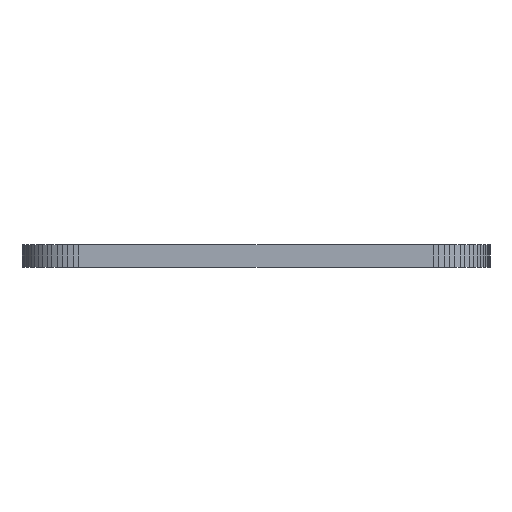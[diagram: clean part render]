
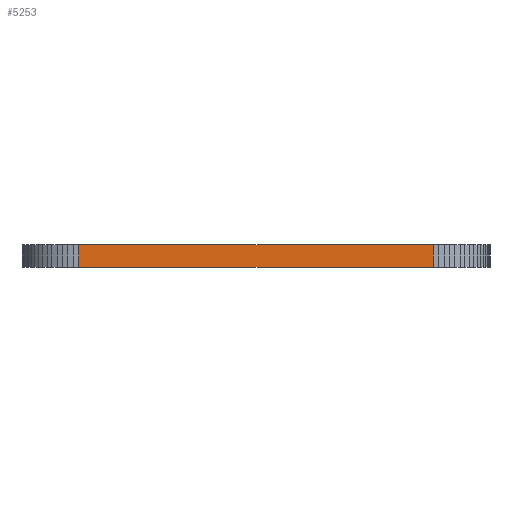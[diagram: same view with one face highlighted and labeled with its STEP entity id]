
A CAD part, left-side view. The second image highlights one B-rep face of the part: STEP entity #5253.
In plain terms, the highlighted planar face has unit normal (-1, 0, 0).
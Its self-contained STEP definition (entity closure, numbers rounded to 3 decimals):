
#90 = PLANE('',#91);
#91 = AXIS2_PLACEMENT_3D('',#92,#93,#94);
#92 = CARTESIAN_POINT('',(90.805,-79.248,1.6));
#93 = DIRECTION('',(-0.,-0.,-1.));
#94 = DIRECTION('',(-1.,0.,0.));
#144 = PLANE('',#145);
#145 = AXIS2_PLACEMENT_3D('',#146,#147,#148);
#146 = CARTESIAN_POINT('',(90.805,-79.248,0.));
#147 = DIRECTION('',(-0.,-0.,-1.));
#148 = DIRECTION('',(-1.,0.,0.));
#1597 = VERTEX_POINT('',#1598);
#1598 = CARTESIAN_POINT('',(74.041,-91.948,0.));
#1612 = PLANE('',#1613);
#1613 = AXIS2_PLACEMENT_3D('',#1614,#1615,#1616);
#1614 = CARTESIAN_POINT('',(74.061,-92.346,0.));
#1615 = DIRECTION('',(-0.999,-0.049,0.));
#1616 = DIRECTION('',(-0.049,0.999,0.));
#1624 = EDGE_CURVE('',#1597,#1625,#1627,.T.);
#1625 = VERTEX_POINT('',#1626);
#1626 = CARTESIAN_POINT('',(74.041,-66.548,0.));
#1627 = SURFACE_CURVE('',#1628,(#1632,#1639),.PCURVE_S1.);
#1628 = LINE('',#1629,#1630);
#1629 = CARTESIAN_POINT('',(74.041,-91.948,0.));
#1630 = VECTOR('',#1631,1.);
#1631 = DIRECTION('',(0.,1.,0.));
#1632 = PCURVE('',#144,#1633);
#1633 = DEFINITIONAL_REPRESENTATION('',(#1634),#1638);
#1634 = LINE('',#1635,#1636);
#1635 = CARTESIAN_POINT('',(16.764,-12.7));
#1636 = VECTOR('',#1637,1.);
#1637 = DIRECTION('',(0.,1.));
#1638 = ( GEOMETRIC_REPRESENTATION_CONTEXT(2) 
PARAMETRIC_REPRESENTATION_CONTEXT() REPRESENTATION_CONTEXT('2D SPACE',''
  ) );
#1639 = PCURVE('',#1640,#1645);
#1640 = PLANE('',#1641);
#1641 = AXIS2_PLACEMENT_3D('',#1642,#1643,#1644);
#1642 = CARTESIAN_POINT('',(74.041,-91.948,0.));
#1643 = DIRECTION('',(-1.,0.,0.));
#1644 = DIRECTION('',(0.,1.,0.));
#1645 = DEFINITIONAL_REPRESENTATION('',(#1646),#1650);
#1646 = LINE('',#1647,#1648);
#1647 = CARTESIAN_POINT('',(0.,0.));
#1648 = VECTOR('',#1649,1.);
#1649 = DIRECTION('',(1.,0.));
#1650 = ( GEOMETRIC_REPRESENTATION_CONTEXT(2) 
PARAMETRIC_REPRESENTATION_CONTEXT() REPRESENTATION_CONTEXT('2D SPACE',''
  ) );
#1668 = PLANE('',#1669);
#1669 = AXIS2_PLACEMENT_3D('',#1670,#1671,#1672);
#1670 = CARTESIAN_POINT('',(74.041,-66.548,0.));
#1671 = DIRECTION('',(-0.999,0.049,0.));
#1672 = DIRECTION('',(0.049,0.999,0.));
#3571 = VERTEX_POINT('',#3572);
#3572 = CARTESIAN_POINT('',(74.041,-91.948,1.6));
#3593 = EDGE_CURVE('',#3571,#3594,#3596,.T.);
#3594 = VERTEX_POINT('',#3595);
#3595 = CARTESIAN_POINT('',(74.041,-66.548,1.6));
#3596 = SURFACE_CURVE('',#3597,(#3601,#3608),.PCURVE_S1.);
#3597 = LINE('',#3598,#3599);
#3598 = CARTESIAN_POINT('',(74.041,-91.948,1.6));
#3599 = VECTOR('',#3600,1.);
#3600 = DIRECTION('',(0.,1.,0.));
#3601 = PCURVE('',#90,#3602);
#3602 = DEFINITIONAL_REPRESENTATION('',(#3603),#3607);
#3603 = LINE('',#3604,#3605);
#3604 = CARTESIAN_POINT('',(16.764,-12.7));
#3605 = VECTOR('',#3606,1.);
#3606 = DIRECTION('',(0.,1.));
#3607 = ( GEOMETRIC_REPRESENTATION_CONTEXT(2) 
PARAMETRIC_REPRESENTATION_CONTEXT() REPRESENTATION_CONTEXT('2D SPACE',''
  ) );
#3608 = PCURVE('',#1640,#3609);
#3609 = DEFINITIONAL_REPRESENTATION('',(#3610),#3614);
#3610 = LINE('',#3611,#3612);
#3611 = CARTESIAN_POINT('',(0.,-1.6));
#3612 = VECTOR('',#3613,1.);
#3613 = DIRECTION('',(1.,0.));
#3614 = ( GEOMETRIC_REPRESENTATION_CONTEXT(2) 
PARAMETRIC_REPRESENTATION_CONTEXT() REPRESENTATION_CONTEXT('2D SPACE',''
  ) );
#5203 = EDGE_CURVE('',#1625,#3594,#5204,.T.);
#5204 = SURFACE_CURVE('',#5205,(#5209,#5216),.PCURVE_S1.);
#5205 = LINE('',#5206,#5207);
#5206 = CARTESIAN_POINT('',(74.041,-66.548,0.));
#5207 = VECTOR('',#5208,1.);
#5208 = DIRECTION('',(0.,0.,1.));
#5209 = PCURVE('',#1668,#5210);
#5210 = DEFINITIONAL_REPRESENTATION('',(#5211),#5215);
#5211 = LINE('',#5212,#5213);
#5212 = CARTESIAN_POINT('',(0.,0.));
#5213 = VECTOR('',#5214,1.);
#5214 = DIRECTION('',(0.,-1.));
#5215 = ( GEOMETRIC_REPRESENTATION_CONTEXT(2) 
PARAMETRIC_REPRESENTATION_CONTEXT() REPRESENTATION_CONTEXT('2D SPACE',''
  ) );
#5216 = PCURVE('',#1640,#5217);
#5217 = DEFINITIONAL_REPRESENTATION('',(#5218),#5222);
#5218 = LINE('',#5219,#5220);
#5219 = CARTESIAN_POINT('',(25.4,0.));
#5220 = VECTOR('',#5221,1.);
#5221 = DIRECTION('',(0.,-1.));
#5222 = ( GEOMETRIC_REPRESENTATION_CONTEXT(2) 
PARAMETRIC_REPRESENTATION_CONTEXT() REPRESENTATION_CONTEXT('2D SPACE',''
  ) );
#5253 = ADVANCED_FACE('',(#5254),#1640,.T.);
#5254 = FACE_BOUND('',#5255,.T.);
#5255 = EDGE_LOOP('',(#5256,#5277,#5278,#5279));
#5256 = ORIENTED_EDGE('',*,*,#5257,.T.);
#5257 = EDGE_CURVE('',#1597,#3571,#5258,.T.);
#5258 = SURFACE_CURVE('',#5259,(#5263,#5270),.PCURVE_S1.);
#5259 = LINE('',#5260,#5261);
#5260 = CARTESIAN_POINT('',(74.041,-91.948,0.));
#5261 = VECTOR('',#5262,1.);
#5262 = DIRECTION('',(0.,0.,1.));
#5263 = PCURVE('',#1640,#5264);
#5264 = DEFINITIONAL_REPRESENTATION('',(#5265),#5269);
#5265 = LINE('',#5266,#5267);
#5266 = CARTESIAN_POINT('',(0.,0.));
#5267 = VECTOR('',#5268,1.);
#5268 = DIRECTION('',(0.,-1.));
#5269 = ( GEOMETRIC_REPRESENTATION_CONTEXT(2) 
PARAMETRIC_REPRESENTATION_CONTEXT() REPRESENTATION_CONTEXT('2D SPACE',''
  ) );
#5270 = PCURVE('',#1612,#5271);
#5271 = DEFINITIONAL_REPRESENTATION('',(#5272),#5276);
#5272 = LINE('',#5273,#5274);
#5273 = CARTESIAN_POINT('',(0.399,0.));
#5274 = VECTOR('',#5275,1.);
#5275 = DIRECTION('',(0.,-1.));
#5276 = ( GEOMETRIC_REPRESENTATION_CONTEXT(2) 
PARAMETRIC_REPRESENTATION_CONTEXT() REPRESENTATION_CONTEXT('2D SPACE',''
  ) );
#5277 = ORIENTED_EDGE('',*,*,#3593,.T.);
#5278 = ORIENTED_EDGE('',*,*,#5203,.F.);
#5279 = ORIENTED_EDGE('',*,*,#1624,.F.);
